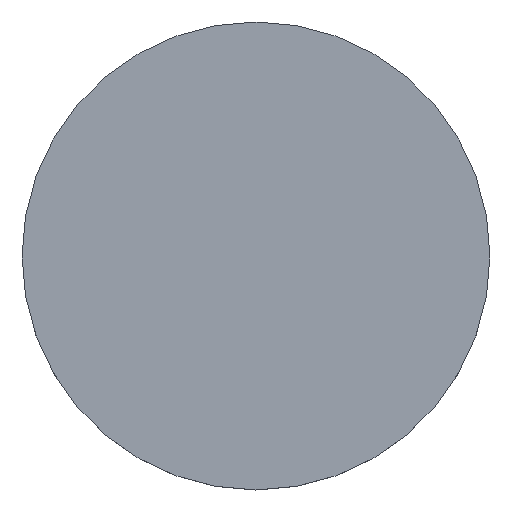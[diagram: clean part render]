
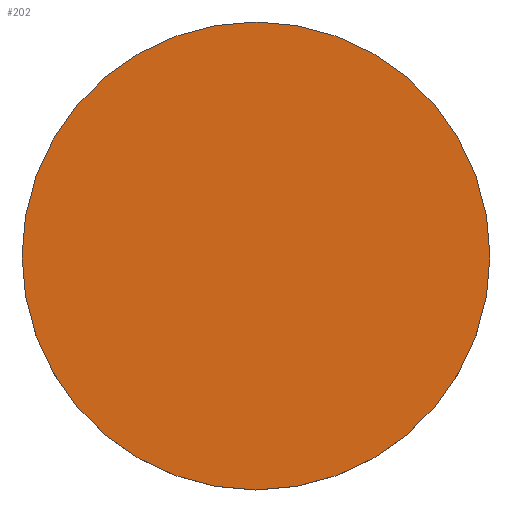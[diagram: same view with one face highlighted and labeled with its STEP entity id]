
A CAD part, top view. The second image highlights one B-rep face of the part: STEP entity #202.
In plain terms, the highlighted planar face has unit normal (0, 0, 1).
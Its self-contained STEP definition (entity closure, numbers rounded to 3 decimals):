
#9 = AXIS2_PLACEMENT_3D ( 'NONE', #204, #169, #95 ) ;
#18 = EDGE_CURVE ( 'NONE', #184, #90, #195, .T. ) ;
#22 = DIRECTION ( 'NONE',  ( 1., 0., 0. ) ) ;
#36 = DIRECTION ( 'NONE',  ( 1., 0., 0. ) ) ;
#69 = FACE_OUTER_BOUND ( 'NONE', #226, .T. ) ;
#70 = ORIENTED_EDGE ( 'NONE', *, *, #18, .F. ) ;
#72 = DIRECTION ( 'NONE',  ( 0., 0., -1. ) ) ;
#73 = ORIENTED_EDGE ( 'NONE', *, *, #166, .F. ) ;
#79 = DIRECTION ( 'NONE',  ( 0., 0., -1. ) ) ;
#87 = CARTESIAN_POINT ( 'NONE',  ( 38.1, 0., 7.5 ) ) ;
#90 = VERTEX_POINT ( 'NONE', #160 ) ;
#94 = CARTESIAN_POINT ( 'NONE',  ( 0., 0., 7.5 ) ) ;
#95 = DIRECTION ( 'NONE',  ( 1., 0., 0. ) ) ;
#160 = CARTESIAN_POINT ( 'NONE',  ( -38.1, 0., 7.5 ) ) ;
#166 = EDGE_CURVE ( 'NONE', #90, #184, #215, .T. ) ;
#169 = DIRECTION ( 'NONE',  ( 0., 0., 1. ) ) ;
#184 = VERTEX_POINT ( 'NONE', #87 ) ;
#190 = AXIS2_PLACEMENT_3D ( 'NONE', #94, #79, #22 ) ;
#195 = CIRCLE ( 'NONE', #196, 38.1 ) ;
#196 = AXIS2_PLACEMENT_3D ( 'NONE', #219, #72, #36 ) ;
#202 = ADVANCED_FACE ( 'NONE', ( #69 ), #203, .T. ) ;
#203 = PLANE ( 'NONE',  #9 ) ;
#204 = CARTESIAN_POINT ( 'NONE',  ( 0., 77.928, 7.5 ) ) ;
#215 = CIRCLE ( 'NONE', #190, 38.1 ) ;
#219 = CARTESIAN_POINT ( 'NONE',  ( 0., 0., 7.5 ) ) ;
#226 = EDGE_LOOP ( 'NONE', ( #70, #73 ) ) ;
